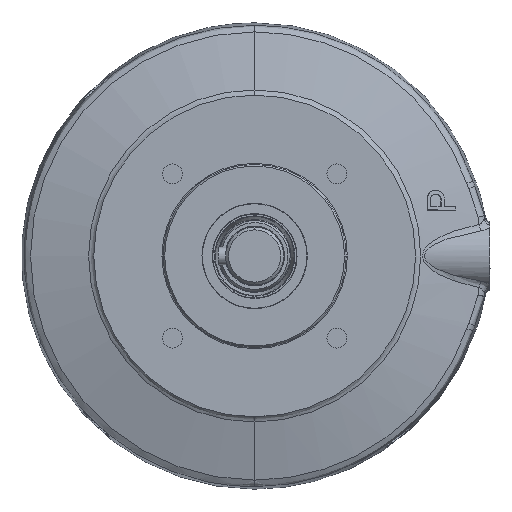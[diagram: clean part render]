
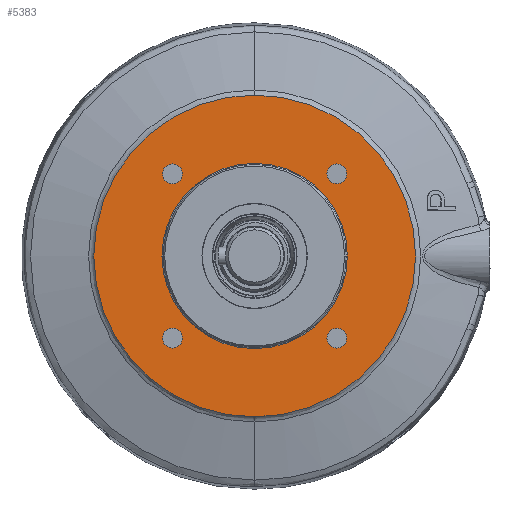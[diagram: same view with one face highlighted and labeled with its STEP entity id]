
A CAD part, left-side view. The second image highlights one B-rep face of the part: STEP entity #5383.
In plain terms, the highlighted planar face has unit normal (-1, 0, 0).
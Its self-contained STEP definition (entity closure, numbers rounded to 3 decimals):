
#521 = CIRCLE ( 'NONE', #25790, 3.4 ) ;
#525 = CIRCLE ( 'NONE', #25791, 3.4 ) ;
#1182 = CIRCLE ( 'NONE', #25836, 3.4 ) ;
#1285 = CIRCLE ( 'NONE', #25862, 31.9 ) ;
#2262 = CARTESIAN_POINT ( 'NONE',  ( -31., 0., 0. ) ) ;
#2263 = DIRECTION ( 'NONE',  ( 1., 0., 0. ) ) ;
#2264 = DIRECTION ( 'NONE',  ( 0., 1., 0. ) ) ;
#2648 = CARTESIAN_POINT ( 'NONE',  ( -31., 0., 0. ) ) ;
#2649 = DIRECTION ( 'NONE',  ( 1., 0., 0. ) ) ;
#2650 = DIRECTION ( 'NONE',  ( 0., -1., 0. ) ) ;
#4434 = VERTEX_POINT ( 'NONE', #24377 ) ;
#5383 = ADVANCED_FACE ( 'NONE', ( #14067, #14071, #14066, #14068, #14065, #14072 ), #10756, .F. ) ;
#5628 = EDGE_CURVE ( 'NONE', #56180, #4434, #40440, .T. ) ;
#5712 = EDGE_CURVE ( 'NONE', #13731, #13808, #521, .T. ) ;
#5715 = EDGE_CURVE ( 'NONE', #13812, #13797, #525, .T. ) ;
#5997 = EDGE_CURVE ( 'NONE', #18775, #18702, #1182, .T. ) ;
#6076 = EDGE_CURVE ( 'NONE', #13817, #13769, #1285, .T. ) ;
#6268 = EDGE_CURVE ( 'NONE', #13808, #13731, #19649, .T. ) ;
#6277 = EDGE_CURVE ( 'NONE', #13797, #13812, #19655, .T. ) ;
#6286 = EDGE_CURVE ( 'NONE', #4434, #56180, #19661, .T. ) ;
#6294 = EDGE_CURVE ( 'NONE', #18702, #18775, #19668, .T. ) ;
#6656 = EDGE_CURVE ( 'NONE', #13221, #13833, #19936, .T. ) ;
#10756 = PLANE ( 'NONE',  #32477 ) ;
#10764 = CARTESIAN_POINT ( 'NONE',  ( -31., 0., 0. ) ) ;
#10765 = DIRECTION ( 'NONE',  ( 1., 0., 0. ) ) ;
#10766 = DIRECTION ( 'NONE',  ( 0., -1., 0. ) ) ;
#12522 = CARTESIAN_POINT ( 'NONE',  ( -31., 0., -55.378 ) ) ;
#12529 = CARTESIAN_POINT ( 'NONE',  ( -31., 28.284, -31.684 ) ) ;
#12551 = CARTESIAN_POINT ( 'NONE',  ( -31., -31.9, 0. ) ) ;
#12568 = CARTESIAN_POINT ( 'NONE',  ( -31., -24.884, -28.284 ) ) ;
#12574 = CARTESIAN_POINT ( 'NONE',  ( -31., 28.284, -24.884 ) ) ;
#12576 = CARTESIAN_POINT ( 'NONE',  ( -31., -31.684, -28.284 ) ) ;
#12579 = CARTESIAN_POINT ( 'NONE',  ( -31., 31.9, 0. ) ) ;
#12588 = CARTESIAN_POINT ( 'NONE',  ( -31., 0., 55.378 ) ) ;
#13221 = VERTEX_POINT ( 'NONE', #12522 ) ;
#13368 = EDGE_LOOP ( 'NONE', ( #20462, #20463 ) ) ;
#13382 = EDGE_LOOP ( 'NONE', ( #20466, #20467 ) ) ;
#13405 = EDGE_LOOP ( 'NONE', ( #20470, #20471 ) ) ;
#13412 = EDGE_LOOP ( 'NONE', ( #20472, #20473 ) ) ;
#13535 = EDGE_LOOP ( 'NONE', ( #20464, #20465 ) ) ;
#13629 = EDGE_LOOP ( 'NONE', ( #20468, #20469 ) ) ;
#13731 = VERTEX_POINT ( 'NONE', #12529 ) ;
#13769 = VERTEX_POINT ( 'NONE', #12551 ) ;
#13797 = VERTEX_POINT ( 'NONE', #12568 ) ;
#13808 = VERTEX_POINT ( 'NONE', #12574 ) ;
#13812 = VERTEX_POINT ( 'NONE', #12576 ) ;
#13817 = VERTEX_POINT ( 'NONE', #12579 ) ;
#13833 = VERTEX_POINT ( 'NONE', #12588 ) ;
#14065 = FACE_BOUND ( 'NONE', #13405, .T. ) ;
#14066 = FACE_BOUND ( 'NONE', #13382, .T. ) ;
#14067 = FACE_BOUND ( 'NONE', #13368, .T. ) ;
#14068 = FACE_BOUND ( 'NONE', #13629, .T. ) ;
#14071 = FACE_BOUND ( 'NONE', #13535, .T. ) ;
#14072 = FACE_OUTER_BOUND ( 'NONE', #13412, .T. ) ;
#15397 = CARTESIAN_POINT ( 'NONE',  ( -31., 24.884, 28.284 ) ) ;
#15455 = CARTESIAN_POINT ( 'NONE',  ( -31., 31.684, 28.284 ) ) ;
#16502 = CARTESIAN_POINT ( 'NONE',  ( -31., -28.284, 28.284 ) ) ;
#16503 = DIRECTION ( 'NONE',  ( -1., 0., 0. ) ) ;
#16504 = DIRECTION ( 'NONE',  ( 0., 0., 1. ) ) ;
#18702 = VERTEX_POINT ( 'NONE', #15397 ) ;
#18775 = VERTEX_POINT ( 'NONE', #15455 ) ;
#19649 = CIRCLE ( 'NONE', #25926, 3.4 ) ;
#19655 = CIRCLE ( 'NONE', #25928, 3.4 ) ;
#19661 = CIRCLE ( 'NONE', #25930, 3.4 ) ;
#19668 = CIRCLE ( 'NONE', #25932, 3.4 ) ;
#19936 = CIRCLE ( 'NONE', #25970, 55.378 ) ;
#20462 = ORIENTED_EDGE ( 'NONE', *, *, #5712, .F. ) ;
#20463 = ORIENTED_EDGE ( 'NONE', *, *, #6268, .F. ) ;
#20464 = ORIENTED_EDGE ( 'NONE', *, *, #5715, .F. ) ;
#20465 = ORIENTED_EDGE ( 'NONE', *, *, #6277, .F. ) ;
#20466 = ORIENTED_EDGE ( 'NONE', *, *, #5628, .F. ) ;
#20467 = ORIENTED_EDGE ( 'NONE', *, *, #6286, .F. ) ;
#20468 = ORIENTED_EDGE ( 'NONE', *, *, #5997, .F. ) ;
#20469 = ORIENTED_EDGE ( 'NONE', *, *, #6294, .F. ) ;
#20470 = ORIENTED_EDGE ( 'NONE', *, *, #31942, .T. ) ;
#20471 = ORIENTED_EDGE ( 'NONE', *, *, #6076, .T. ) ;
#20472 = ORIENTED_EDGE ( 'NONE', *, *, #31824, .F. ) ;
#20473 = ORIENTED_EDGE ( 'NONE', *, *, #6656, .F. ) ;
#24377 = CARTESIAN_POINT ( 'NONE',  ( -31., -28.284, 24.884 ) ) ;
#25783 = AXIS2_PLACEMENT_3D ( 'NONE', #16502, #16503, #16504 ) ;
#25790 = AXIS2_PLACEMENT_3D ( 'NONE', #44451, #44453, #44455 ) ;
#25791 = AXIS2_PLACEMENT_3D ( 'NONE', #44481, #44484, #44487 ) ;
#25836 = AXIS2_PLACEMENT_3D ( 'NONE', #39810, #39812, #39814 ) ;
#25862 = AXIS2_PLACEMENT_3D ( 'NONE', #45096, #45099, #45102 ) ;
#25926 = AXIS2_PLACEMENT_3D ( 'NONE', #36345, #36346, #36347 ) ;
#25928 = AXIS2_PLACEMENT_3D ( 'NONE', #36355, #36356, #36357 ) ;
#25930 = AXIS2_PLACEMENT_3D ( 'NONE', #36364, #36365, #36366 ) ;
#25932 = AXIS2_PLACEMENT_3D ( 'NONE', #36375, #36376, #36377 ) ;
#25970 = AXIS2_PLACEMENT_3D ( 'NONE', #50553, #50554, #50555 ) ;
#29577 = CARTESIAN_POINT ( 'NONE',  ( -31., -28.284, 31.684 ) ) ;
#31824 = EDGE_CURVE ( 'NONE', #13833, #13221, #35735, .T. ) ;
#31942 = EDGE_CURVE ( 'NONE', #13769, #13817, #35843, .T. ) ;
#32477 = AXIS2_PLACEMENT_3D ( 'NONE', #10764, #10765, #10766 ) ;
#35735 = CIRCLE ( 'NONE', #52324, 55.378 ) ;
#35843 = CIRCLE ( 'NONE', #52407, 31.9 ) ;
#36345 = CARTESIAN_POINT ( 'NONE',  ( -31., 28.284, -28.284 ) ) ;
#36346 = DIRECTION ( 'NONE',  ( -1., 0., 0. ) ) ;
#36347 = DIRECTION ( 'NONE',  ( 0., 0., -1. ) ) ;
#36355 = CARTESIAN_POINT ( 'NONE',  ( -31., -28.284, -28.284 ) ) ;
#36356 = DIRECTION ( 'NONE',  ( -1., 0., 0. ) ) ;
#36357 = DIRECTION ( 'NONE',  ( 0., -1., 0. ) ) ;
#36364 = CARTESIAN_POINT ( 'NONE',  ( -31., -28.284, 28.284 ) ) ;
#36365 = DIRECTION ( 'NONE',  ( -1., 0., 0. ) ) ;
#36366 = DIRECTION ( 'NONE',  ( 0., 0., 1. ) ) ;
#36375 = CARTESIAN_POINT ( 'NONE',  ( -31., 28.284, 28.284 ) ) ;
#36376 = DIRECTION ( 'NONE',  ( -1., 0., 0. ) ) ;
#36377 = DIRECTION ( 'NONE',  ( 0., 1., 0. ) ) ;
#39810 = CARTESIAN_POINT ( 'NONE',  ( -31., 28.284, 28.284 ) ) ;
#39812 = DIRECTION ( 'NONE',  ( -1., 0., 0. ) ) ;
#39814 = DIRECTION ( 'NONE',  ( 0., 1., 0. ) ) ;
#40440 = CIRCLE ( 'NONE', #25783, 3.4 ) ;
#44451 = CARTESIAN_POINT ( 'NONE',  ( -31., 28.284, -28.284 ) ) ;
#44453 = DIRECTION ( 'NONE',  ( -1., 0., 0. ) ) ;
#44455 = DIRECTION ( 'NONE',  ( 0., 0., -1. ) ) ;
#44481 = CARTESIAN_POINT ( 'NONE',  ( -31., -28.284, -28.284 ) ) ;
#44484 = DIRECTION ( 'NONE',  ( -1., 0., 0. ) ) ;
#44487 = DIRECTION ( 'NONE',  ( 0., -1., 0. ) ) ;
#45096 = CARTESIAN_POINT ( 'NONE',  ( -31., 0., 0. ) ) ;
#45099 = DIRECTION ( 'NONE',  ( 1., 0., 0. ) ) ;
#45102 = DIRECTION ( 'NONE',  ( 0., -1., 0. ) ) ;
#50553 = CARTESIAN_POINT ( 'NONE',  ( -31., 0., 0. ) ) ;
#50554 = DIRECTION ( 'NONE',  ( 1., 0., 0. ) ) ;
#50555 = DIRECTION ( 'NONE',  ( 0., 1., 0. ) ) ;
#52324 = AXIS2_PLACEMENT_3D ( 'NONE', #2262, #2263, #2264 ) ;
#52407 = AXIS2_PLACEMENT_3D ( 'NONE', #2648, #2649, #2650 ) ;
#56180 = VERTEX_POINT ( 'NONE', #29577 ) ;
